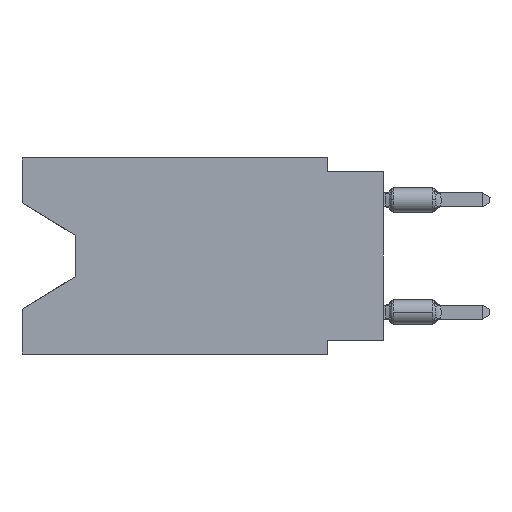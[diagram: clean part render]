
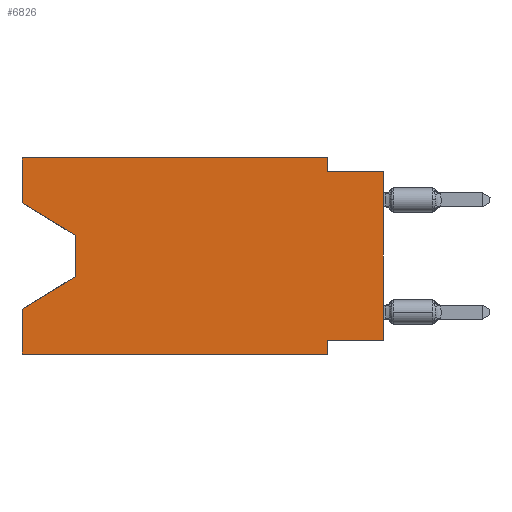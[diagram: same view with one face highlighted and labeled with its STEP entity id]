
A CAD part, left-side view. The second image highlights one B-rep face of the part: STEP entity #6826.
In plain terms, the highlighted planar face has unit normal (-1, 0, 0).
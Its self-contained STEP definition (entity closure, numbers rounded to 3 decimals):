
#46 = EDGE_CURVE ( 'NONE', #14692, #11936, #37617, .T. ) ;
#935 = DIRECTION ( 'NONE',  ( 0., 0., -1. ) ) ;
#1097 = VERTEX_POINT ( 'NONE', #13674 ) ;
#1671 = VERTEX_POINT ( 'NONE', #11981 ) ;
#2305 = VECTOR ( 'NONE', #36897, 1000. ) ;
#2469 = CARTESIAN_POINT ( 'NONE',  ( 0., 13.97, -3.505 ) ) ;
#2799 = AXIS2_PLACEMENT_3D ( 'NONE', #10649, #14617, #35200 ) ;
#2821 = VECTOR ( 'NONE', #29390, 1000. ) ;
#3529 = ORIENTED_EDGE ( 'NONE', *, *, #48259, .T. ) ;
#3911 = VECTOR ( 'NONE', #38392, 1000. ) ;
#4518 = ORIENTED_EDGE ( 'NONE', *, *, #49872, .F. ) ;
#5282 = DIRECTION ( 'NONE',  ( 0., 0.855, -0.519 ) ) ;
#5591 = ORIENTED_EDGE ( 'NONE', *, *, #38384, .F. ) ;
#5876 = CARTESIAN_POINT ( 'NONE',  ( 0., 2.54, 0. ) ) ;
#6067 = CARTESIAN_POINT ( 'NONE',  ( 0., 16.383, -6.852 ) ) ;
#6085 = ORIENTED_EDGE ( 'NONE', *, *, #34936, .T. ) ;
#6250 = EDGE_CURVE ( 'NONE', #29883, #14692, #28777, .T. ) ;
#6512 = CARTESIAN_POINT ( 'NONE',  ( 0., 0., -0.635 ) ) ;
#6826 = ADVANCED_FACE ( 'NONE', ( #37922 ), #31500, .F. ) ;
#7054 = ORIENTED_EDGE ( 'NONE', *, *, #25093, .F. ) ;
#7186 = VERTEX_POINT ( 'NONE', #26185 ) ;
#8112 = VERTEX_POINT ( 'NONE', #6512 ) ;
#9165 = DIRECTION ( 'NONE',  ( 0., 0., 1. ) ) ;
#9218 = CARTESIAN_POINT ( 'NONE',  ( 0., 16.383, -2.038 ) ) ;
#10649 = CARTESIAN_POINT ( 'NONE',  ( 0., 16.383, 0. ) ) ;
#11041 = CARTESIAN_POINT ( 'NONE',  ( 0., 2.54, -0.635 ) ) ;
#11875 = VECTOR ( 'NONE', #50150, 1000. ) ;
#11936 = VERTEX_POINT ( 'NONE', #40974 ) ;
#11981 = CARTESIAN_POINT ( 'NONE',  ( 0., 2.54, -8.89 ) ) ;
#13637 = CARTESIAN_POINT ( 'NONE',  ( 0., 16.383, 0. ) ) ;
#13674 = CARTESIAN_POINT ( 'NONE',  ( 0., 16.383, 0. ) ) ;
#14614 = ORIENTED_EDGE ( 'NONE', *, *, #36112, .F. ) ;
#14617 = DIRECTION ( 'NONE',  ( 1., 0., 0. ) ) ;
#14692 = VERTEX_POINT ( 'NONE', #20853 ) ;
#14709 = LINE ( 'NONE', #30820, #2821 ) ;
#15255 = LINE ( 'NONE', #15773, #36501 ) ;
#15773 = CARTESIAN_POINT ( 'NONE',  ( 0., 0., -0.635 ) ) ;
#16354 = ORIENTED_EDGE ( 'NONE', *, *, #6250, .T. ) ;
#16569 = CARTESIAN_POINT ( 'NONE',  ( 0., 0., -8.255 ) ) ;
#17007 = EDGE_CURVE ( 'NONE', #45156, #8112, #15255, .T. ) ;
#18021 = DIRECTION ( 'NONE',  ( 0., 0., -1. ) ) ;
#19153 = ORIENTED_EDGE ( 'NONE', *, *, #44196, .F. ) ;
#20073 = DIRECTION ( 'NONE',  ( 0., 0., 1. ) ) ;
#20622 = CARTESIAN_POINT ( 'NONE',  ( 0., 13.97, -5.385 ) ) ;
#20760 = LINE ( 'NONE', #29199, #30306 ) ;
#20853 = CARTESIAN_POINT ( 'NONE',  ( 0., 13.97, -3.505 ) ) ;
#20855 = LINE ( 'NONE', #32986, #44693 ) ;
#21274 = CARTESIAN_POINT ( 'NONE',  ( 0., 2.54, -8.89 ) ) ;
#21568 = VECTOR ( 'NONE', #44857, 1000. ) ;
#25030 = CARTESIAN_POINT ( 'NONE',  ( 0., 2.54, 0. ) ) ;
#25093 = EDGE_CURVE ( 'NONE', #37516, #45156, #46251, .T. ) ;
#25316 = VECTOR ( 'NONE', #935, 1000. ) ;
#25347 = LINE ( 'NONE', #20622, #27694 ) ;
#25375 = VECTOR ( 'NONE', #9165, 1000. ) ;
#26185 = CARTESIAN_POINT ( 'NONE',  ( 0., 0., -8.255 ) ) ;
#27694 = VECTOR ( 'NONE', #5282, 1000. ) ;
#28157 = DIRECTION ( 'NONE',  ( 0., -1., 0. ) ) ;
#28430 = LINE ( 'NONE', #21274, #25316 ) ;
#28777 = LINE ( 'NONE', #9218, #21568 ) ;
#28984 = LINE ( 'NONE', #13637, #25375 ) ;
#29199 = CARTESIAN_POINT ( 'NONE',  ( 0., 16.383, -8.89 ) ) ;
#29390 = DIRECTION ( 'NONE',  ( 0., -1., 0. ) ) ;
#29883 = VERTEX_POINT ( 'NONE', #40277 ) ;
#30306 = VECTOR ( 'NONE', #28157, 1000. ) ;
#30820 = CARTESIAN_POINT ( 'NONE',  ( 0., 16.383, 0. ) ) ;
#30894 = ORIENTED_EDGE ( 'NONE', *, *, #46, .T. ) ;
#31500 = PLANE ( 'NONE',  #2799 ) ;
#32422 = VECTOR ( 'NONE', #18021, 1000. ) ;
#32986 = CARTESIAN_POINT ( 'NONE',  ( 0., 0., 0. ) ) ;
#33801 = LINE ( 'NONE', #34062, #11875 ) ;
#34062 = CARTESIAN_POINT ( 'NONE',  ( 0., 16.383, 0. ) ) ;
#34090 = EDGE_CURVE ( 'NONE', #11936, #42823, #25347, .T. ) ;
#34936 = EDGE_CURVE ( 'NONE', #39704, #1671, #20760, .T. ) ;
#35200 = DIRECTION ( 'NONE',  ( 0., 0., -1. ) ) ;
#36112 = EDGE_CURVE ( 'NONE', #36328, #1671, #28430, .T. ) ;
#36328 = VERTEX_POINT ( 'NONE', #49031 ) ;
#36501 = VECTOR ( 'NONE', #39274, 1000. ) ;
#36897 = DIRECTION ( 'NONE',  ( 0., 1., 0. ) ) ;
#37516 = VERTEX_POINT ( 'NONE', #25030 ) ;
#37617 = LINE ( 'NONE', #2469, #3911 ) ;
#37922 = FACE_OUTER_BOUND ( 'NONE', #42187, .T. ) ;
#38384 = EDGE_CURVE ( 'NONE', #39704, #42823, #33801, .T. ) ;
#38392 = DIRECTION ( 'NONE',  ( 0., 0., -1. ) ) ;
#38516 = ORIENTED_EDGE ( 'NONE', *, *, #17007, .F. ) ;
#39274 = DIRECTION ( 'NONE',  ( 0., -1., 0. ) ) ;
#39704 = VERTEX_POINT ( 'NONE', #48665 ) ;
#40277 = CARTESIAN_POINT ( 'NONE',  ( 0., 16.383, -2.038 ) ) ;
#40974 = CARTESIAN_POINT ( 'NONE',  ( 0., 13.97, -5.385 ) ) ;
#41789 = ORIENTED_EDGE ( 'NONE', *, *, #42245, .F. ) ;
#42187 = EDGE_LOOP ( 'NONE', ( #16354, #30894, #46200, #5591, #6085, #14614, #4518, #3529, #38516, #7054, #41789, #19153 ) ) ;
#42245 = EDGE_CURVE ( 'NONE', #1097, #37516, #14709, .T. ) ;
#42823 = VERTEX_POINT ( 'NONE', #6067 ) ;
#44196 = EDGE_CURVE ( 'NONE', #29883, #1097, #28984, .T. ) ;
#44693 = VECTOR ( 'NONE', #20073, 1000. ) ;
#44857 = DIRECTION ( 'NONE',  ( 0., -0.855, -0.519 ) ) ;
#45156 = VERTEX_POINT ( 'NONE', #11041 ) ;
#46200 = ORIENTED_EDGE ( 'NONE', *, *, #34090, .T. ) ;
#46251 = LINE ( 'NONE', #5876, #32422 ) ;
#48259 = EDGE_CURVE ( 'NONE', #7186, #8112, #20855, .T. ) ;
#48665 = CARTESIAN_POINT ( 'NONE',  ( 0., 16.383, -8.89 ) ) ;
#49031 = CARTESIAN_POINT ( 'NONE',  ( 0., 2.54, -8.255 ) ) ;
#49280 = LINE ( 'NONE', #16569, #2305 ) ;
#49872 = EDGE_CURVE ( 'NONE', #7186, #36328, #49280, .T. ) ;
#50150 = DIRECTION ( 'NONE',  ( 0., 0., 1. ) ) ;
